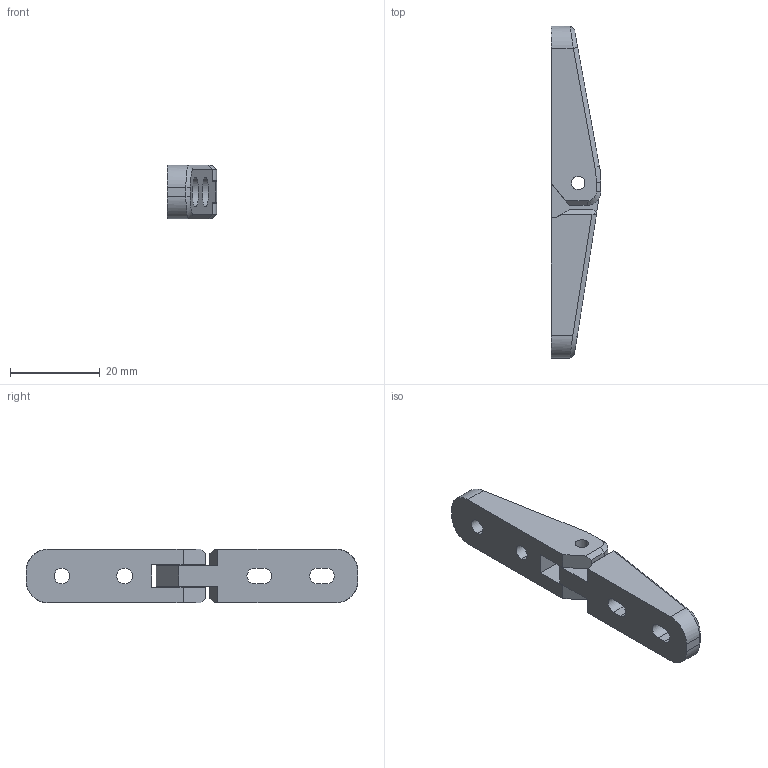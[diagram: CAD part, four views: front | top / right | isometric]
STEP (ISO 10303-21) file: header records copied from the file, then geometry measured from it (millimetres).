
FILE_DESCRIPTION (( 'STEP AP203' ), '1' );
FILE_NAME ('Hood_Hinge.STEP', '2023-04-26T09:42:14', ( '' ), ( '' ), 'SwSTEP 2.0', 'SolidWorks 2018', '' );
FILE_SCHEMA (( 'CONFIG_CONTROL_DESIGN' ));
Length unit declared in the file: millimetre
Products named in the file (1): Hood_Hinge
Bounding box: 11 x 74 x 12 mm (x, y, z)
Volume: 5775.7 mm3; surface area: 3971.8 mm2
Topology: 2 solids, 2 shells, 100 faces, 256 edges, 161 vertices
Faces by surface type: plane 54, cylinder 35, cone 7, bspline 4
Entity records: 3492 total; most frequent: CARTESIAN_POINT 996, ORIENTED_EDGE 506, DIRECTION 486, EDGE_CURVE 253, LINE 166, VECTOR 166, VERTEX_POINT 161, AXIS2_PLACEMENT_3D 160
